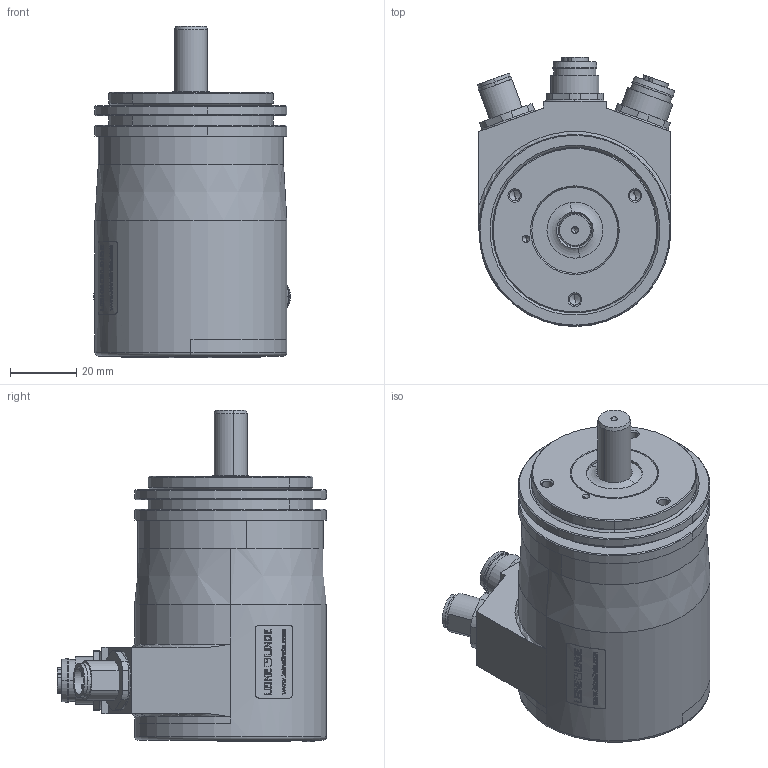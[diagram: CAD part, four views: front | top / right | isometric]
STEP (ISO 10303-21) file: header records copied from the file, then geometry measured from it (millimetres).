
FILE_DESCRIPTION((''),'2;1');
FILE_NAME('730549','2011-01-13T',('se2802'),(''),'PRO/ENGINEER BY PARAMETRIC TECHNOLOGY CORPORATION, 2010180','PRO/ENGINEER BY PARAMETRIC TECHNOLOGY CORPORATION, 2010180','');
FILE_SCHEMA(('CONFIG_CONTROL_DESIGN'));
Products named in the file (1): 730549
Bounding box: 59.57 x 81.33 x 100.23 mm (x, y, z)
Volume: 112588.3 mm3; surface area: 72150.2 mm2
Topology: 9 solids, 15 shells, 6692 faces, 17794 edges, 11672 vertices
Faces by surface type: plane 4604, cylinder 1223, extrusion 324, cone 268, torus 167, bspline 63, sphere 41, revolution 2
Entity records: 222093 total; most frequent: CARTESIAN_POINT 55850, ORIENTED_EDGE 35424, DIRECTION 32131, EDGE_CURVE 17712, VECTOR 13211, LINE 12887, VERTEX_POINT 11672, AXIS2_PLACEMENT_3D 9459
